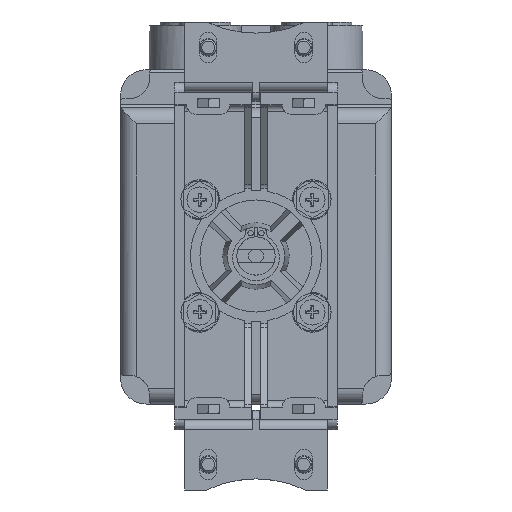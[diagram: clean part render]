
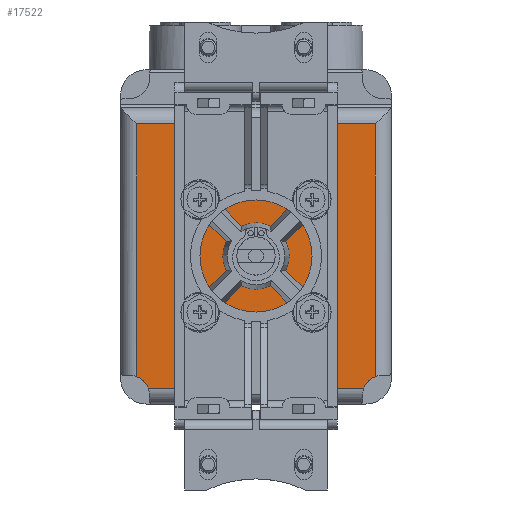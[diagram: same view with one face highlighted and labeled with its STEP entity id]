
A CAD part, front view. The second image highlights one B-rep face of the part: STEP entity #17522.
In plain terms, the highlighted planar face has unit normal (0, -1, 0).
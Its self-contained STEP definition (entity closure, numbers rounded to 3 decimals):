
#739=LINE('',#24805,#1876);
#750=LINE('',#24830,#1887);
#783=LINE('',#25227,#1920);
#784=LINE('',#25232,#1921);
#785=LINE('',#25236,#1922);
#786=LINE('',#25240,#1923);
#787=LINE('',#25244,#1924);
#788=LINE('',#25248,#1925);
#789=LINE('',#25252,#1926);
#790=LINE('',#25256,#1927);
#791=LINE('',#25262,#1928);
#792=LINE('',#25264,#1929);
#1876=VECTOR('',#20187,1000.);
#1887=VECTOR('',#20204,1000.);
#1920=VECTOR('',#20491,1000.);
#1921=VECTOR('',#20494,1000.);
#1922=VECTOR('',#20497,1000.);
#1923=VECTOR('',#20500,1000.);
#1924=VECTOR('',#20503,1000.);
#1925=VECTOR('',#20506,1000.);
#1926=VECTOR('',#20509,1000.);
#1927=VECTOR('',#20512,1000.);
#1928=VECTOR('',#20519,1000.);
#1929=VECTOR('',#20520,1000.);
#3234=ORIENTED_EDGE('',*,*,#7363,.T.);
#3235=ORIENTED_EDGE('',*,*,#7364,.T.);
#3236=ORIENTED_EDGE('',*,*,#7365,.T.);
#3237=ORIENTED_EDGE('',*,*,#7366,.T.);
#3238=ORIENTED_EDGE('',*,*,#7367,.T.);
#3239=ORIENTED_EDGE('',*,*,#7368,.T.);
#3240=ORIENTED_EDGE('',*,*,#7369,.T.);
#3241=ORIENTED_EDGE('',*,*,#7370,.T.);
#3242=ORIENTED_EDGE('',*,*,#7371,.T.);
#3243=ORIENTED_EDGE('',*,*,#7372,.T.);
#3244=ORIENTED_EDGE('',*,*,#7373,.T.);
#3245=ORIENTED_EDGE('',*,*,#7374,.T.);
#3246=ORIENTED_EDGE('',*,*,#7375,.T.);
#3247=ORIENTED_EDGE('',*,*,#7376,.T.);
#3248=ORIENTED_EDGE('',*,*,#7377,.T.);
#3249=ORIENTED_EDGE('',*,*,#7378,.T.);
#3250=ORIENTED_EDGE('',*,*,#7188,.T.);
#3251=ORIENTED_EDGE('',*,*,#7379,.T.);
#3252=ORIENTED_EDGE('',*,*,#7200,.T.);
#3253=ORIENTED_EDGE('',*,*,#7380,.T.);
#3254=ORIENTED_EDGE('',*,*,#7381,.F.);
#3255=ORIENTED_EDGE('',*,*,#7382,.T.);
#7188=EDGE_CURVE('',#9263,#9262,#739,.T.);
#7200=EDGE_CURVE('',#9274,#9275,#750,.F.);
#7363=EDGE_CURVE('',#9413,#9414,#783,.T.);
#7364=EDGE_CURVE('',#9414,#9415,#10687,.T.);
#7365=EDGE_CURVE('',#9415,#9416,#784,.T.);
#7366=EDGE_CURVE('',#9416,#9417,#10688,.T.);
#7367=EDGE_CURVE('',#9417,#9418,#785,.T.);
#7368=EDGE_CURVE('',#9418,#9419,#10689,.T.);
#7369=EDGE_CURVE('',#9419,#9420,#786,.T.);
#7370=EDGE_CURVE('',#9420,#9421,#10690,.T.);
#7371=EDGE_CURVE('',#9421,#9422,#787,.T.);
#7372=EDGE_CURVE('',#9422,#9423,#10691,.T.);
#7373=EDGE_CURVE('',#9423,#9424,#788,.T.);
#7374=EDGE_CURVE('',#9424,#9425,#10692,.T.);
#7375=EDGE_CURVE('',#9425,#9426,#789,.T.);
#7376=EDGE_CURVE('',#9426,#9427,#10693,.T.);
#7377=EDGE_CURVE('',#9427,#9428,#790,.T.);
#7378=EDGE_CURVE('',#9428,#9413,#10694,.T.);
#7379=EDGE_CURVE('',#9262,#9274,#10695,.T.);
#7380=EDGE_CURVE('',#9275,#9429,#10696,.T.);
#7381=EDGE_CURVE('',#9430,#9429,#791,.T.);
#7382=EDGE_CURVE('',#9430,#9263,#792,.T.);
#9262=VERTEX_POINT('',#24804);
#9263=VERTEX_POINT('',#24806);
#9274=VERTEX_POINT('',#24831);
#9275=VERTEX_POINT('',#24832);
#9413=VERTEX_POINT('',#25228);
#9414=VERTEX_POINT('',#25229);
#9415=VERTEX_POINT('',#25231);
#9416=VERTEX_POINT('',#25233);
#9417=VERTEX_POINT('',#25235);
#9418=VERTEX_POINT('',#25237);
#9419=VERTEX_POINT('',#25239);
#9420=VERTEX_POINT('',#25241);
#9421=VERTEX_POINT('',#25243);
#9422=VERTEX_POINT('',#25245);
#9423=VERTEX_POINT('',#25247);
#9424=VERTEX_POINT('',#25249);
#9425=VERTEX_POINT('',#25251);
#9426=VERTEX_POINT('',#25253);
#9427=VERTEX_POINT('',#25255);
#9428=VERTEX_POINT('',#25257);
#9429=VERTEX_POINT('',#25261);
#9430=VERTEX_POINT('',#25263);
#10687=CIRCLE('',#18526,7.405);
#10688=CIRCLE('',#18527,10.405);
#10689=CIRCLE('',#18528,7.405);
#10690=CIRCLE('',#18529,10.405);
#10691=CIRCLE('',#18530,7.405);
#10692=CIRCLE('',#18531,10.405);
#10693=CIRCLE('',#18532,7.405);
#10694=CIRCLE('',#18533,10.405);
#10695=CIRCLE('',#18534,6.);
#10696=CIRCLE('',#18535,6.);
#11440=EDGE_LOOP('',(#3234,#3235,#3236,#3237,#3238,#3239,#3240,#3241,#3242,
#3243,#3244,#3245,#3246,#3247,#3248,#3249));
#11441=EDGE_LOOP('',(#3250,#3251,#3252,#3253,#3254,#3255));
#12441=FACE_BOUND('',#11440,.T.);
#12442=FACE_BOUND('',#11441,.T.);
#13422=PLANE('',#18525);
#17522=ADVANCED_FACE('',(#12441,#12442),#13422,.F.);
#18525=AXIS2_PLACEMENT_3D('',#25226,#20489,#20490);
#18526=AXIS2_PLACEMENT_3D('',#25230,#20492,#20493);
#18527=AXIS2_PLACEMENT_3D('',#25234,#20495,#20496);
#18528=AXIS2_PLACEMENT_3D('',#25238,#20498,#20499);
#18529=AXIS2_PLACEMENT_3D('',#25242,#20501,#20502);
#18530=AXIS2_PLACEMENT_3D('',#25246,#20504,#20505);
#18531=AXIS2_PLACEMENT_3D('',#25250,#20507,#20508);
#18532=AXIS2_PLACEMENT_3D('',#25254,#20510,#20511);
#18533=AXIS2_PLACEMENT_3D('',#25258,#20513,#20514);
#18534=AXIS2_PLACEMENT_3D('',#25259,#20515,#20516);
#18535=AXIS2_PLACEMENT_3D('',#25260,#20517,#20518);
#20187=DIRECTION('',(0.,0.,-1.));
#20204=DIRECTION('',(-1.,0.,0.));
#20489=DIRECTION('',(0.,1.,0.));
#20490=DIRECTION('',(0.,0.,1.));
#20491=DIRECTION('',(-0.707,0.,0.707));
#20492=DIRECTION('',(0.,1.,0.));
#20493=DIRECTION('',(0.,0.,1.));
#20494=DIRECTION('',(0.707,0.,-0.707));
#20495=DIRECTION('',(0.,1.,0.));
#20496=DIRECTION('',(0.,0.,1.));
#20497=DIRECTION('',(0.707,0.,0.707));
#20498=DIRECTION('',(0.,1.,0.));
#20499=DIRECTION('',(0.,0.,1.));
#20500=DIRECTION('',(-0.707,0.,-0.707));
#20501=DIRECTION('',(0.,1.,0.));
#20502=DIRECTION('',(0.,0.,1.));
#20503=DIRECTION('',(0.707,0.,-0.707));
#20504=DIRECTION('',(0.,1.,0.));
#20505=DIRECTION('',(0.,0.,1.));
#20506=DIRECTION('',(-0.707,0.,0.707));
#20507=DIRECTION('',(0.,1.,0.));
#20508=DIRECTION('',(0.,0.,1.));
#20509=DIRECTION('',(-0.707,0.,-0.707));
#20510=DIRECTION('',(0.,1.,0.));
#20511=DIRECTION('',(0.,0.,1.));
#20512=DIRECTION('',(0.707,0.,0.707));
#20513=DIRECTION('',(0.,1.,0.));
#20514=DIRECTION('',(0.,0.,1.));
#20515=DIRECTION('',(0.,1.,0.));
#20516=DIRECTION('',(0.,0.,1.));
#20517=DIRECTION('',(0.,1.,0.));
#20518=DIRECTION('',(0.,0.,1.));
#20519=DIRECTION('',(0.,0.,-1.));
#20520=DIRECTION('',(-1.,0.,0.));
#24804=CARTESIAN_POINT('',(-37.5,10.,-37.843));
#24805=CARTESIAN_POINT('',(-37.5,10.,60.));
#24806=CARTESIAN_POINT('',(-37.5,10.,41.5));
#24830=CARTESIAN_POINT('',(42.5,10.,-41.5));
#24831=CARTESIAN_POINT('',(-33.843,10.,-41.5));
#24832=CARTESIAN_POINT('',(33.843,10.,-41.5));
#25226=CARTESIAN_POINT('',(-34.5,10.,-38.5));
#25227=CARTESIAN_POINT('',(-8.613,10.,3.797));
#25228=CARTESIAN_POINT('',(-9.361,10.,4.545));
#25229=CARTESIAN_POINT('',(-15.436,10.,10.62));
#25230=CARTESIAN_POINT('',(-17.678,10.,17.678));
#25231=CARTESIAN_POINT('',(-10.62,10.,15.436));
#25232=CARTESIAN_POINT('',(-11.27,10.,16.086));
#25233=CARTESIAN_POINT('',(-4.545,10.,9.361));
#25234=CARTESIAN_POINT('',(0.,10.,0.));
#25235=CARTESIAN_POINT('',(4.545,10.,9.361));
#25236=CARTESIAN_POINT('',(3.797,10.,8.613));
#25237=CARTESIAN_POINT('',(10.62,10.,15.436));
#25238=CARTESIAN_POINT('',(17.678,10.,17.678));
#25239=CARTESIAN_POINT('',(15.436,10.,10.62));
#25240=CARTESIAN_POINT('',(16.086,10.,11.27));
#25241=CARTESIAN_POINT('',(9.361,10.,4.545));
#25242=CARTESIAN_POINT('',(0.,10.,0.));
#25243=CARTESIAN_POINT('',(9.361,10.,-4.545));
#25244=CARTESIAN_POINT('',(8.613,10.,-3.797));
#25245=CARTESIAN_POINT('',(15.436,10.,-10.62));
#25246=CARTESIAN_POINT('',(17.678,10.,-17.678));
#25247=CARTESIAN_POINT('',(10.62,10.,-15.436));
#25248=CARTESIAN_POINT('',(11.27,10.,-16.086));
#25249=CARTESIAN_POINT('',(4.545,10.,-9.361));
#25250=CARTESIAN_POINT('',(0.,10.,0.));
#25251=CARTESIAN_POINT('',(-4.545,10.,-9.361));
#25252=CARTESIAN_POINT('',(-3.797,10.,-8.613));
#25253=CARTESIAN_POINT('',(-10.62,10.,-15.436));
#25254=CARTESIAN_POINT('',(-17.678,10.,-17.678));
#25255=CARTESIAN_POINT('',(-15.436,10.,-10.62));
#25256=CARTESIAN_POINT('',(-16.086,10.,-11.27));
#25257=CARTESIAN_POINT('',(-9.361,10.,-4.545));
#25258=CARTESIAN_POINT('',(0.,10.,0.));
#25259=CARTESIAN_POINT('',(-39.5,10.,-43.5));
#25260=CARTESIAN_POINT('',(39.5,10.,-43.5));
#25261=CARTESIAN_POINT('',(37.5,10.,-37.843));
#25262=CARTESIAN_POINT('',(37.5,10.,60.));
#25263=CARTESIAN_POINT('',(37.5,10.,41.5));
#25264=CARTESIAN_POINT('',(42.5,10.,41.5));
